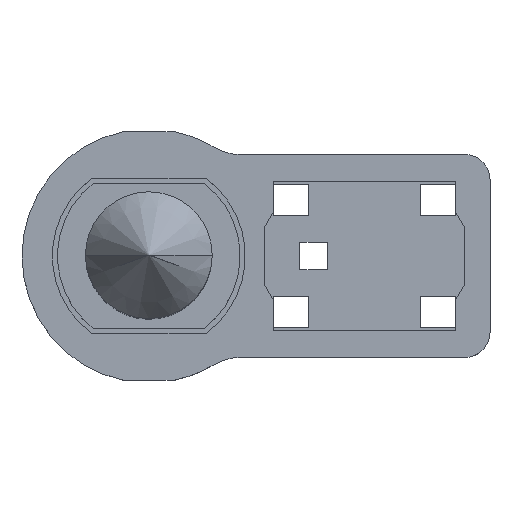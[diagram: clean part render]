
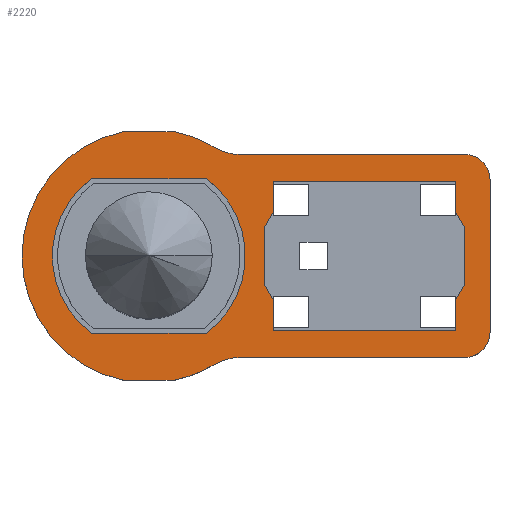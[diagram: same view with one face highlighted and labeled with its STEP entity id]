
A CAD part, top view. The second image highlights one B-rep face of the part: STEP entity #2220.
In plain terms, the highlighted planar face has unit normal (0, 0, 1).
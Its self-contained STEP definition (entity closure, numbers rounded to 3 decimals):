
#1297=CARTESIAN_POINT('',(2.267,-3.05,3.0));
#1298=VERTEX_POINT('',#1297);
#1305=CARTESIAN_POINT('',(2.267,3.05,3.0));
#1306=VERTEX_POINT('',#1305);
#1307=CARTESIAN_POINT('',(0.,0.,3.0));
#1308=DIRECTION('',(0.0,0.0,-1.0));
#1309=DIRECTION('',(1.0,0.0,0.0));
#1310=AXIS2_PLACEMENT_3D('',#1307,#1308,#1309);
#1311=CIRCLE('',#1310,3.8);
#1312=EDGE_CURVE('',#1306,#1298,#1311,.T.);
#1337=CARTESIAN_POINT('',(-2.267,3.05,3.0));
#1338=VERTEX_POINT('',#1337);
#1339=CARTESIAN_POINT('',(-2.267,3.05,3.0));
#1340=DIRECTION('',(1.0,0.0,0.0));
#1341=VECTOR('',#1340,4.533);
#1342=LINE('',#1339,#1341);
#1343=EDGE_CURVE('',#1338,#1306,#1342,.T.);
#1369=CARTESIAN_POINT('',(-2.267,-3.05,3.0));
#1370=VERTEX_POINT('',#1369);
#1371=CARTESIAN_POINT('',(0.,0.,3.0));
#1372=DIRECTION('',(0.0,0.0,-1.0));
#1373=DIRECTION('',(-1.0,0.0,0.0));
#1374=AXIS2_PLACEMENT_3D('',#1371,#1372,#1373);
#1375=CIRCLE('',#1374,3.8);
#1376=EDGE_CURVE('',#1370,#1338,#1375,.T.);
#1399=CARTESIAN_POINT('',(2.267,-3.05,3.0));
#1400=DIRECTION('',(-1.0,0.0,0.0));
#1401=VECTOR('',#1400,4.533);
#1402=LINE('',#1399,#1401);
#1403=EDGE_CURVE('',#1298,#1370,#1402,.T.);
#1427=CARTESIAN_POINT('',(4.9,2.925,3.0));
#1428=VERTEX_POINT('',#1427);
#1435=CARTESIAN_POINT('',(4.9,1.731,3.0));
#1436=VERTEX_POINT('',#1435);
#1437=CARTESIAN_POINT('',(4.9,1.731,3.0));
#1438=DIRECTION('',(0.0,1.0,0.0));
#1439=VECTOR('',#1438,1.194);
#1440=LINE('',#1437,#1439);
#1441=EDGE_CURVE('',#1436,#1428,#1440,.T.);
#1468=CARTESIAN_POINT('',(4.55,1.125,3.0));
#1469=VERTEX_POINT('',#1468);
#1470=CARTESIAN_POINT('',(4.55,1.125,3.0));
#1471=DIRECTION('',(0.5,0.866,0.0));
#1472=VECTOR('',#1471,0.7);
#1473=LINE('',#1470,#1472);
#1474=EDGE_CURVE('',#1469,#1436,#1473,.T.);
#1492=CARTESIAN_POINT('',(4.55,-1.125,3.0));
#1493=VERTEX_POINT('',#1492);
#1494=CARTESIAN_POINT('',(4.55,-1.125,3.0));
#1495=DIRECTION('',(0.0,1.0,0.0));
#1496=VECTOR('',#1495,2.25);
#1497=LINE('',#1494,#1496);
#1498=EDGE_CURVE('',#1493,#1469,#1497,.T.);
#1516=CARTESIAN_POINT('',(4.9,-1.731,3.0));
#1517=VERTEX_POINT('',#1516);
#1518=CARTESIAN_POINT('',(4.9,-1.731,3.0));
#1519=DIRECTION('',(-0.5,0.866,0.0));
#1520=VECTOR('',#1519,0.7);
#1521=LINE('',#1518,#1520);
#1522=EDGE_CURVE('',#1517,#1493,#1521,.T.);
#1539=CARTESIAN_POINT('',(4.9,-2.925,3.0));
#1540=VERTEX_POINT('',#1539);
#1541=CARTESIAN_POINT('',(4.9,-2.925,3.0));
#1542=DIRECTION('',(0.0,1.0,0.0));
#1543=VECTOR('',#1542,1.194);
#1544=LINE('',#1541,#1543);
#1545=EDGE_CURVE('',#1540,#1517,#1544,.T.);
#1573=CARTESIAN_POINT('',(12.1,-2.925,3.0));
#1574=VERTEX_POINT('',#1573);
#1575=CARTESIAN_POINT('',(12.1,-2.925,3.0));
#1576=DIRECTION('',(-1.0,0.0,0.0));
#1577=VECTOR('',#1576,7.2);
#1578=LINE('',#1575,#1577);
#1579=EDGE_CURVE('',#1574,#1540,#1578,.T.);
#1597=CARTESIAN_POINT('',(12.1,-1.731,3.0));
#1598=VERTEX_POINT('',#1597);
#1599=CARTESIAN_POINT('',(12.1,-1.731,3.0));
#1600=DIRECTION('',(0.0,-1.0,0.0));
#1601=VECTOR('',#1600,1.194);
#1602=LINE('',#1599,#1601);
#1603=EDGE_CURVE('',#1598,#1574,#1602,.T.);
#1630=CARTESIAN_POINT('',(12.45,-1.125,3.0));
#1631=VERTEX_POINT('',#1630);
#1632=CARTESIAN_POINT('',(12.45,-1.125,3.0));
#1633=DIRECTION('',(-0.5,-0.866,0.0));
#1634=VECTOR('',#1633,0.7);
#1635=LINE('',#1632,#1634);
#1636=EDGE_CURVE('',#1631,#1598,#1635,.T.);
#1654=CARTESIAN_POINT('',(12.45,1.125,3.0));
#1655=VERTEX_POINT('',#1654);
#1656=CARTESIAN_POINT('',(12.45,1.125,3.0));
#1657=DIRECTION('',(0.0,-1.0,0.0));
#1658=VECTOR('',#1657,2.25);
#1659=LINE('',#1656,#1658);
#1660=EDGE_CURVE('',#1655,#1631,#1659,.T.);
#1678=CARTESIAN_POINT('',(12.1,1.731,3.0));
#1679=VERTEX_POINT('',#1678);
#1680=CARTESIAN_POINT('',(12.1,1.731,3.0));
#1681=DIRECTION('',(0.5,-0.866,0.0));
#1682=VECTOR('',#1681,0.7);
#1683=LINE('',#1680,#1682);
#1684=EDGE_CURVE('',#1679,#1655,#1683,.T.);
#1701=CARTESIAN_POINT('',(12.1,2.925,3.0));
#1702=VERTEX_POINT('',#1701);
#1703=CARTESIAN_POINT('',(12.1,2.925,3.0));
#1704=DIRECTION('',(0.0,-1.0,0.0));
#1705=VECTOR('',#1704,1.194);
#1706=LINE('',#1703,#1705);
#1707=EDGE_CURVE('',#1702,#1679,#1706,.T.);
#1735=CARTESIAN_POINT('',(4.9,2.925,3.0));
#1736=DIRECTION('',(1.0,0.0,0.0));
#1737=VECTOR('',#1736,7.2);
#1738=LINE('',#1735,#1737);
#1739=EDGE_CURVE('',#1428,#1702,#1738,.T.);
#1750=CARTESIAN_POINT('',(0.995,4.9,3.0));
#1751=VERTEX_POINT('',#1750);
#1752=CARTESIAN_POINT('',(2.575,4.286,3.0));
#1753=VERTEX_POINT('',#1752);
#1754=CARTESIAN_POINT('',(0.,0.,3.0));
#1755=DIRECTION('',(0.0,0.0,-1.0));
#1756=DIRECTION('',(0.362,0.932,0.0));
#1757=AXIS2_PLACEMENT_3D('',#1754,#1755,#1756);
#1758=CIRCLE('',#1757,5.);
#1759=EDGE_CURVE('',#1751,#1753,#1758,.T.);
#1792=CARTESIAN_POINT('',(3.606,4.,3.0));
#1793=VERTEX_POINT('',#1792);
#1794=CARTESIAN_POINT('',(3.606,6.,3.0));
#1795=DIRECTION('',(0.0,0.0,1.0));
#1796=DIRECTION('',(-0.267,-0.964,0.0));
#1797=AXIS2_PLACEMENT_3D('',#1794,#1795,#1796);
#1798=CIRCLE('',#1797,2.);
#1799=EDGE_CURVE('',#1753,#1793,#1798,.T.);
#1825=CARTESIAN_POINT('',(12.45,4.,3.0));
#1826=VERTEX_POINT('',#1825);
#1827=CARTESIAN_POINT('',(3.606,4.,3.0));
#1828=DIRECTION('',(1.0,0.0,0.0));
#1829=VECTOR('',#1828,8.844);
#1830=LINE('',#1827,#1829);
#1831=EDGE_CURVE('',#1793,#1826,#1830,.T.);
#1856=CARTESIAN_POINT('',(13.45,3.,3.0));
#1857=VERTEX_POINT('',#1856);
#1858=CARTESIAN_POINT('',(12.45,3.,3.0));
#1859=DIRECTION('',(0.0,0.0,-1.0));
#1860=DIRECTION('',(0.707,0.707,0.0));
#1861=AXIS2_PLACEMENT_3D('',#1858,#1859,#1860);
#1862=CIRCLE('',#1861,1.);
#1863=EDGE_CURVE('',#1826,#1857,#1862,.T.);
#1889=CARTESIAN_POINT('',(13.45,-3.,3.0));
#1890=VERTEX_POINT('',#1889);
#1891=CARTESIAN_POINT('',(13.45,3.,3.0));
#1892=DIRECTION('',(0.0,-1.0,0.0));
#1893=VECTOR('',#1892,6.0);
#1894=LINE('',#1891,#1893);
#1895=EDGE_CURVE('',#1857,#1890,#1894,.T.);
#1920=CARTESIAN_POINT('',(12.45,-4.,3.0));
#1921=VERTEX_POINT('',#1920);
#1922=CARTESIAN_POINT('',(12.45,-3.,3.0));
#1923=DIRECTION('',(0.0,0.0,-1.0));
#1924=DIRECTION('',(0.707,-0.707,0.0));
#1925=AXIS2_PLACEMENT_3D('',#1922,#1923,#1924);
#1926=CIRCLE('',#1925,1.);
#1927=EDGE_CURVE('',#1890,#1921,#1926,.T.);
#1953=CARTESIAN_POINT('',(3.606,-4.,3.0));
#1954=VERTEX_POINT('',#1953);
#1955=CARTESIAN_POINT('',(12.45,-4.,3.0));
#1956=DIRECTION('',(-1.0,0.0,0.0));
#1957=VECTOR('',#1956,8.844);
#1958=LINE('',#1955,#1957);
#1959=EDGE_CURVE('',#1921,#1954,#1958,.T.);
#1984=CARTESIAN_POINT('',(2.575,-4.286,3.0));
#1985=VERTEX_POINT('',#1984);
#1986=CARTESIAN_POINT('',(3.606,-6.,3.0));
#1987=DIRECTION('',(0.0,0.0,1.0));
#1988=DIRECTION('',(-0.267,0.964,0.0));
#1989=AXIS2_PLACEMENT_3D('',#1986,#1987,#1988);
#1990=CIRCLE('',#1989,2.);
#1991=EDGE_CURVE('',#1954,#1985,#1990,.T.);
#2017=CARTESIAN_POINT('',(0.995,-4.9,3.0));
#2018=VERTEX_POINT('',#2017);
#2019=CARTESIAN_POINT('',(0.,0.,3.0));
#2020=DIRECTION('',(0.0,0.0,-1.0));
#2021=DIRECTION('',(0.362,-0.932,0.0));
#2022=AXIS2_PLACEMENT_3D('',#2019,#2020,#2021);
#2023=CIRCLE('',#2022,5.);
#2024=EDGE_CURVE('',#1985,#2018,#2023,.T.);
#2050=CARTESIAN_POINT('',(-0.995,-4.9,3.0));
#2051=VERTEX_POINT('',#2050);
#2052=CARTESIAN_POINT('',(0.995,-4.9,3.0));
#2053=DIRECTION('',(-1.0,0.0,0.0));
#2054=VECTOR('',#2053,1.99);
#2055=LINE('',#2052,#2054);
#2056=EDGE_CURVE('',#2018,#2051,#2055,.T.);
#2081=CARTESIAN_POINT('',(-0.995,4.9,3.0));
#2082=VERTEX_POINT('',#2081);
#2083=CARTESIAN_POINT('',(0.,0.,3.0));
#2084=DIRECTION('',(0.0,0.0,-1.0));
#2085=DIRECTION('',(-1.0,0.,0.0));
#2086=AXIS2_PLACEMENT_3D('',#2083,#2084,#2085);
#2087=CIRCLE('',#2086,5.);
#2088=EDGE_CURVE('',#2051,#2082,#2087,.T.);
#2114=CARTESIAN_POINT('',(-0.995,4.9,3.0));
#2115=DIRECTION('',(1.0,0.0,0.0));
#2116=VECTOR('',#2115,1.99);
#2117=LINE('',#2114,#2116);
#2118=EDGE_CURVE('',#2082,#1751,#2117,.T.);
#2181=CARTESIAN_POINT('',(4.613,0.,3.0));
#2182=DIRECTION('',(0.0,0.0,1.0));
#2183=DIRECTION('',(1.0,0.0,0.0));
#2184=AXIS2_PLACEMENT_3D('',#2181,#2182,#2183);
#2185=PLANE('',#2184);
#2186=ORIENTED_EDGE('',*,*,#1759,.F.);
#2187=ORIENTED_EDGE('',*,*,#2118,.F.);
#2188=ORIENTED_EDGE('',*,*,#2088,.F.);
#2189=ORIENTED_EDGE('',*,*,#2056,.F.);
#2190=ORIENTED_EDGE('',*,*,#2024,.F.);
#2191=ORIENTED_EDGE('',*,*,#1991,.F.);
#2192=ORIENTED_EDGE('',*,*,#1959,.F.);
#2193=ORIENTED_EDGE('',*,*,#1927,.F.);
#2194=ORIENTED_EDGE('',*,*,#1895,.F.);
#2195=ORIENTED_EDGE('',*,*,#1863,.F.);
#2196=ORIENTED_EDGE('',*,*,#1831,.F.);
#2197=ORIENTED_EDGE('',*,*,#1799,.F.);
#2198=EDGE_LOOP('',(#2186,#2187,#2188,#2189,#2190,#2191,#2192,#2193,#2194,#2195,#2196,#2197));
#2199=FACE_OUTER_BOUND('',#2198,.T.);
#2200=ORIENTED_EDGE('',*,*,#1312,.T.);
#2201=ORIENTED_EDGE('',*,*,#1403,.T.);
#2202=ORIENTED_EDGE('',*,*,#1376,.T.);
#2203=ORIENTED_EDGE('',*,*,#1343,.T.);
#2204=EDGE_LOOP('',(#2200,#2201,#2202,#2203));
#2205=FACE_BOUND('',#2204,.T.);
#2206=ORIENTED_EDGE('',*,*,#1441,.T.);
#2207=ORIENTED_EDGE('',*,*,#1739,.T.);
#2208=ORIENTED_EDGE('',*,*,#1707,.T.);
#2209=ORIENTED_EDGE('',*,*,#1684,.T.);
#2210=ORIENTED_EDGE('',*,*,#1660,.T.);
#2211=ORIENTED_EDGE('',*,*,#1636,.T.);
#2212=ORIENTED_EDGE('',*,*,#1603,.T.);
#2213=ORIENTED_EDGE('',*,*,#1579,.T.);
#2214=ORIENTED_EDGE('',*,*,#1545,.T.);
#2215=ORIENTED_EDGE('',*,*,#1522,.T.);
#2216=ORIENTED_EDGE('',*,*,#1498,.T.);
#2217=ORIENTED_EDGE('',*,*,#1474,.T.);
#2218=EDGE_LOOP('',(#2206,#2207,#2208,#2209,#2210,#2211,#2212,#2213,#2214,#2215,#2216,#2217));
#2219=FACE_BOUND('',#2218,.T.);
#2220=ADVANCED_FACE('',(#2199,#2205,#2219),#2185,.T.);
